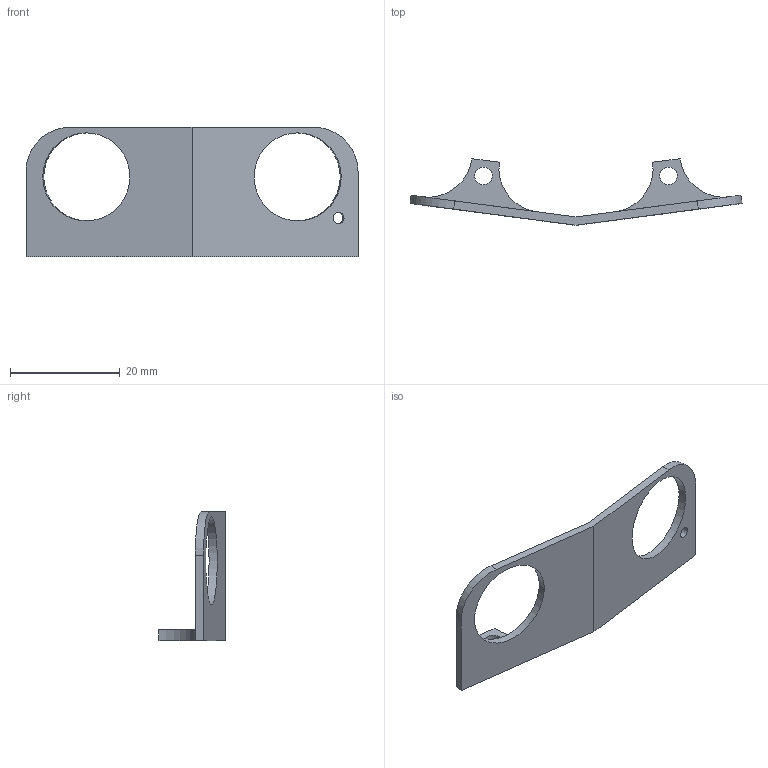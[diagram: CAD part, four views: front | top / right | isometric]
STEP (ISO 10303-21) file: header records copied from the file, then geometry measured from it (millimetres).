
FILE_DESCRIPTION(/* description */ (''),/* implementation_level */ '2;1');
FILE_NAME(/* name */ 'sonar_mount.stp',/* time_stamp */ '2021-12-03T12:03:50+01:00',/* author */ ('lucie'),/* organization */ (''),/* preprocessor_version */ 'ST-DEVELOPER v18.1',/* originating_system */ 'Autodesk Inventor 2021',/* authorisation */ '');
FILE_SCHEMA (('AUTOMOTIVE_DESIGN { 1 0 10303 214 3 1 1 }'));
Length unit declared in the file: millimetre
Products named in the file (1): Ultraschall_halter
Bounding box: 60.39 x 12.15 x 23.5 mm (x, y, z)
Volume: 1731.6 mm3; surface area: 2708.5 mm2
Topology: 1 solids, 1 shells, 27 faces, 80 edges, 55 vertices
Faces by surface type: plane 16, cylinder 11
Full cylindrical faces by diameter (mm): 2 x1, 3.2 x2, 16 x2
Entity records: 982 total; most frequent: DIRECTION 163, CARTESIAN_POINT 163, ORIENTED_EDGE 160, EDGE_CURVE 80, VERTEX_POINT 55, AXIS2_PLACEMENT_3D 55, LINE 53, VECTOR 53
